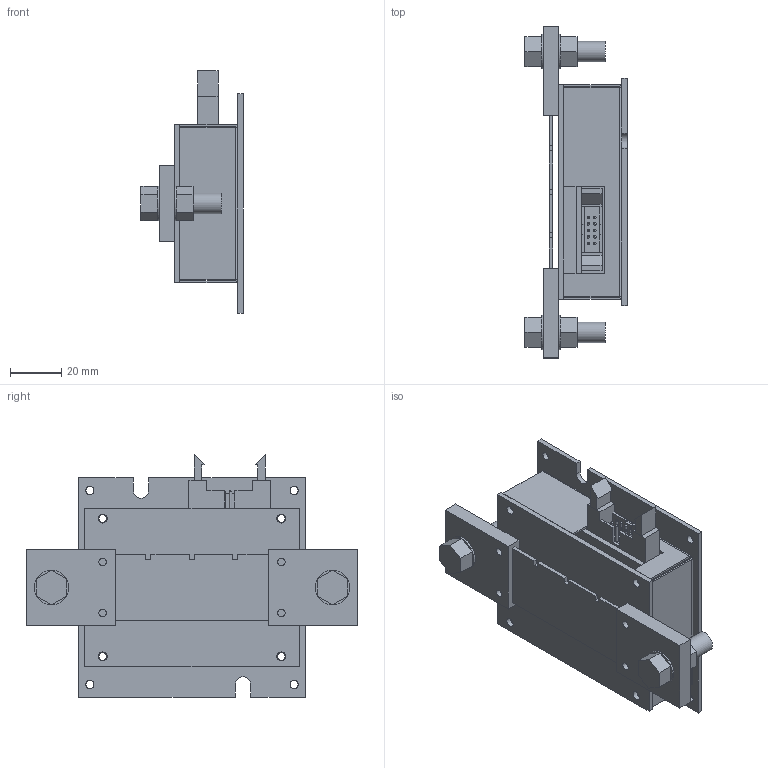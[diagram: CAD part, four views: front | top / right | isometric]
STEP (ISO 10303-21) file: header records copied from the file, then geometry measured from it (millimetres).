
FILE_DESCRIPTION(/* description */ (''),/* implementation_level */ '2;1');
FILE_NAME(/* name */ 'Шунт тока АКБ100A.stp',/* time_stamp */ '2019-03-06T15:40:36+07:00',/* author */ ('User'),/* organization */ (''),/* preprocessor_version */ 'ST-DEVELOPER v17',/* originating_system */ 'AutoCAD Mechanical',/* authorisation */ '');
FILE_SCHEMA (('AUTOMOTIVE_DESIGN { 1 0 10303 214 3 1 1 }'));
Length unit declared in the file: millimetre
Products named in the file (1): Product
Bounding box: 40 x 130 x 95 mm (x, y, z)
Volume: 67480.7 mm3; surface area: 78924.4 mm2
Topology: 38 solids, 38 shells, 286 faces, 736 edges, 520 vertices
Faces by surface type: plane 190, cylinder 86, sphere 10
Full cylindrical faces by diameter (mm): 1 x10, 3 x16, 3.2 x4, 3.5 x24, 5 x12, 8 x6, 13.6 x4
Entity records: 9092 total; most frequent: DIRECTION 1596, CARTESIAN_POINT 1533, ORIENTED_EDGE 1452, EDGE_CURVE 726, AXIS2_PLACEMENT_3D 583, VERTEX_POINT 520, LINE 430, VECTOR 430
